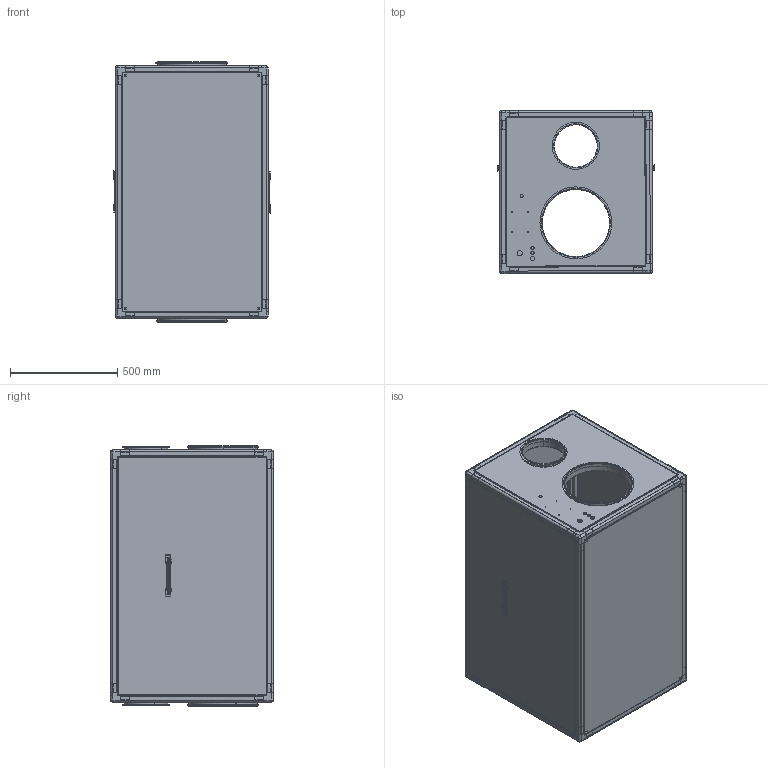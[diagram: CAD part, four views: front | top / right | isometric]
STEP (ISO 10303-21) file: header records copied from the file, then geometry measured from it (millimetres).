
FILE_DESCRIPTION (( 'STEP AP214' ), '1' );
FILE_NAME ('EvoDry 180Pro.STEP', '2024-10-29T12:42:10', ( '' ), ( '' ), 'SwSTEP 2.0', 'SolidWorks 2024', '' );
FILE_SCHEMA (( 'AUTOMOTIVE_DESIGN' ));
Length unit declared in the file: millimetre
Products named in the file (12): Stos 315mm; Yttergavel Styrsida; Ytterlucka; Arosio 25mm 669mm; Arosio 25mm 622mm; EvoDry 180Pro; Yttertoppobotten; Arosio 25mm 1087.94mm; Yttergavel; Arosio 25mm Hörn; kh38-1013_grepp; Stos 200mm
Assembly tree (32 placements, depth 2):
  EvoDry 180Pro
    Yttertoppobotten  x2
    Yttergavel Styrsida
    Ytterlucka  x2
    Arosio 25mm 1087.94mm  x4
    Arosio 25mm 669mm  x4
    Arosio 25mm Hörn  x8
    Arosio 25mm 622mm  x4
    Yttergavel
    kh38-1013_grepp  x2
    Stos 200mm  x2
    Stos 315mm  x2
Bounding box: 731 x 763.23 x 1214.14 mm (x, y, z)
Volume: 9337541.8 mm3; surface area: 11909621.8 mm2
Topology: 58 solids, 58 shells, 1870 faces, 4830 edges, 3128 vertices
Faces by surface type: plane 1318, cylinder 460, bspline 56, cone 24, sphere 8, torus 4
Entity records: 23669 total; most frequent: CARTESIAN_POINT 5671, ORIENTED_EDGE 3600, DIRECTION 3513, EDGE_CURVE 1800, LINE 1275, VECTOR 1275, VERTEX_POINT 1149, AXIS2_PLACEMENT_3D 1119
